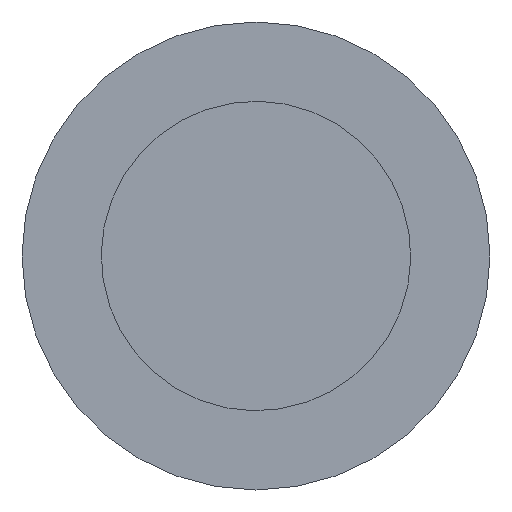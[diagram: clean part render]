
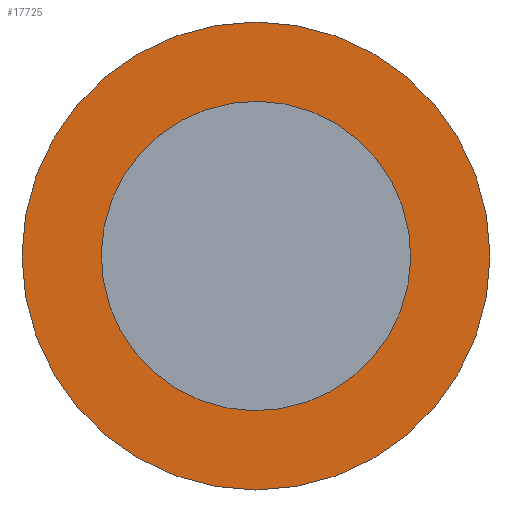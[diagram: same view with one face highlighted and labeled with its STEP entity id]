
A CAD part, left-side view. The second image highlights one B-rep face of the part: STEP entity #17725.
In plain terms, the highlighted planar face has unit normal (-1, 0, 0).
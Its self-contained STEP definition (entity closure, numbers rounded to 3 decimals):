
#1509=CARTESIAN_POINT('Vertex',(256.287,1646.998,272.534)) ;
#1516=CARTESIAN_POINT('Vertex',(256.287,1627.623,237.281)) ;
#1519=CARTESIAN_POINT('Axis2P3D Location',(256.287,1637.311,254.908)) ;
#1531=CARTESIAN_POINT('Axis2P3D Location',(256.287,1637.311,254.908)) ;
#17698=CARTESIAN_POINT('Axis2P3D Location',(256.287,0.,0.)) ;
#17703=CARTESIAN_POINT('Axis2P3D Location',(256.287,1637.311,254.908)) ;
#17707=CARTESIAN_POINT('Vertex',(256.287,1599.211,254.908)) ;
#17709=CARTESIAN_POINT('Vertex',(256.287,1675.411,254.908)) ;
#17712=CARTESIAN_POINT('Axis2P3D Location',(256.287,1637.311,254.908)) ;
#1520=DIRECTION('Axis2P3D Direction',(1.,0.,0.)) ;
#1532=DIRECTION('Axis2P3D Direction',(1.,0.,0.)) ;
#17699=DIRECTION('Axis2P3D Direction',(1.,0.,0.)) ;
#17700=DIRECTION('Axis2P3D XDirection',(0.,1.,0.)) ;
#17704=DIRECTION('Axis2P3D Direction',(1.,0.,0.)) ;
#17713=DIRECTION('Axis2P3D Direction',(1.,0.,0.)) ;
#1521=AXIS2_PLACEMENT_3D('Circle Axis2P3D',#1519,#1520,$) ;
#1533=AXIS2_PLACEMENT_3D('Circle Axis2P3D',#1531,#1532,$) ;
#17701=AXIS2_PLACEMENT_3D('Plane Axis2P3D',#17698,#17699,#17700) ;
#17705=AXIS2_PLACEMENT_3D('Circle Axis2P3D',#17703,#17704,$) ;
#17714=AXIS2_PLACEMENT_3D('Circle Axis2P3D',#17712,#17713,$) ;
#17718=ORIENTED_EDGE('',*,*,#17711,.F.) ;
#17719=ORIENTED_EDGE('',*,*,#17716,.F.) ;
#17722=ORIENTED_EDGE('',*,*,#1523,.T.) ;
#17723=ORIENTED_EDGE('',*,*,#1535,.T.) ;
#17724=FACE_BOUND('',#17721,.T.) ;
#17725=ADVANCED_FACE('PartBody',(#17720,#17724),#17702,.F.) ;
#1522=CIRCLE('generated circle',#1521,20.114) ;
#1534=CIRCLE('generated circle',#1533,20.114) ;
#17706=CIRCLE('generated circle',#17705,38.1) ;
#17715=CIRCLE('generated circle',#17714,38.1) ;
#1523=EDGE_CURVE('',#1510,#1517,#1522,.T.) ;
#1535=EDGE_CURVE('',#1517,#1510,#1534,.T.) ;
#17711=EDGE_CURVE('',#17708,#17710,#17706,.T.) ;
#17716=EDGE_CURVE('',#17710,#17708,#17715,.T.) ;
#17717=EDGE_LOOP('',(#17718,#17719)) ;
#17721=EDGE_LOOP('',(#17722,#17723)) ;
#17720=FACE_OUTER_BOUND('',#17717,.T.) ;
#17702=PLANE('Plane',#17701) ;
#1510=VERTEX_POINT('',#1509) ;
#1517=VERTEX_POINT('',#1516) ;
#17708=VERTEX_POINT('',#17707) ;
#17710=VERTEX_POINT('',#17709) ;
